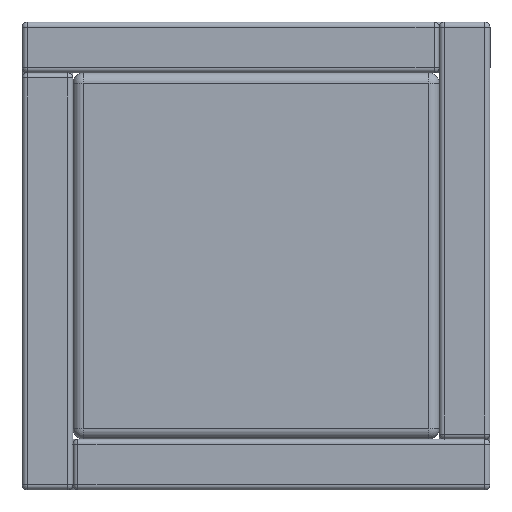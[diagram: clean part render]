
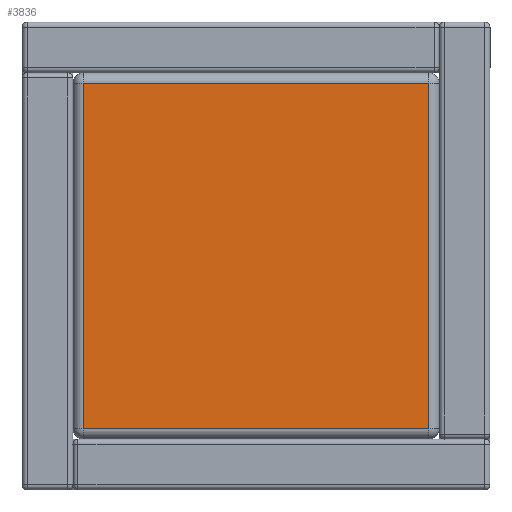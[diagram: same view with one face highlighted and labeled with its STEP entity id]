
A CAD part, front view. The second image highlights one B-rep face of the part: STEP entity #3836.
In plain terms, the highlighted planar face has unit normal (0, -1, 0).
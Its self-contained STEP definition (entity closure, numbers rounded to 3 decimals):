
#230 = EDGE_CURVE ( 'NONE', #13169, #3283, #17068, .T. ) ;
#258 = EDGE_CURVE ( 'NONE', #3283, #6491, #8199, .T. ) ;
#955 = CARTESIAN_POINT ( 'NONE',  ( -36., 0., 34. ) ) ;
#1037 = PLANE ( 'NONE',  #7091 ) ;
#1324 = DIRECTION ( 'NONE',  ( 0., 0., -1. ) ) ;
#2244 = VECTOR ( 'NONE', #4405, 1000. ) ;
#2302 = ORIENTED_EDGE ( 'NONE', *, *, #258, .T. ) ;
#3201 = ORIENTED_EDGE ( 'NONE', *, *, #15027, .T. ) ;
#3283 = VERTEX_POINT ( 'NONE', #13157 ) ;
#3294 = CARTESIAN_POINT ( 'NONE',  ( 36., 0., -34. ) ) ;
#3307 = CARTESIAN_POINT ( 'NONE',  ( -34., 0., -36. ) ) ;
#3334 = VERTEX_POINT ( 'NONE', #3876 ) ;
#3836 = ADVANCED_FACE ( 'NONE', ( #16034 ), #1037, .T. ) ;
#3876 = CARTESIAN_POINT ( 'NONE',  ( -34., 0., -34. ) ) ;
#4381 = DIRECTION ( 'NONE',  ( 0., -1., 0. ) ) ;
#4387 = VECTOR ( 'NONE', #7561, 1000. ) ;
#4405 = DIRECTION ( 'NONE',  ( 0., 0., 1. ) ) ;
#5025 = VECTOR ( 'NONE', #17471, 1000. ) ;
#6066 = ORIENTED_EDGE ( 'NONE', *, *, #14469, .T. ) ;
#6491 = VERTEX_POINT ( 'NONE', #10530 ) ;
#7091 = AXIS2_PLACEMENT_3D ( 'NONE', #16496, #4381, #1324 ) ;
#7423 = CARTESIAN_POINT ( 'NONE',  ( 34., 0., 36. ) ) ;
#7561 = DIRECTION ( 'NONE',  ( 0., 0., -1. ) ) ;
#8199 = LINE ( 'NONE', #955, #9489 ) ;
#8854 = ORIENTED_EDGE ( 'NONE', *, *, #230, .T. ) ;
#9489 = VECTOR ( 'NONE', #14413, 1000. ) ;
#10530 = CARTESIAN_POINT ( 'NONE',  ( -34., 0., 34. ) ) ;
#11914 = LINE ( 'NONE', #3307, #4387 ) ;
#12332 = EDGE_LOOP ( 'NONE', ( #6066, #3201, #8854, #2302 ) ) ;
#13031 = LINE ( 'NONE', #3294, #5025 ) ;
#13157 = CARTESIAN_POINT ( 'NONE',  ( 34., 0., 34. ) ) ;
#13169 = VERTEX_POINT ( 'NONE', #13625 ) ;
#13625 = CARTESIAN_POINT ( 'NONE',  ( 34., 0., -34. ) ) ;
#14413 = DIRECTION ( 'NONE',  ( -1., 0., 0. ) ) ;
#14469 = EDGE_CURVE ( 'NONE', #6491, #3334, #11914, .T. ) ;
#15027 = EDGE_CURVE ( 'NONE', #3334, #13169, #13031, .T. ) ;
#16034 = FACE_OUTER_BOUND ( 'NONE', #12332, .T. ) ;
#16496 = CARTESIAN_POINT ( 'NONE',  ( 0., 0., 0. ) ) ;
#17068 = LINE ( 'NONE', #7423, #2244 ) ;
#17471 = DIRECTION ( 'NONE',  ( 1., 0., 0. ) ) ;
